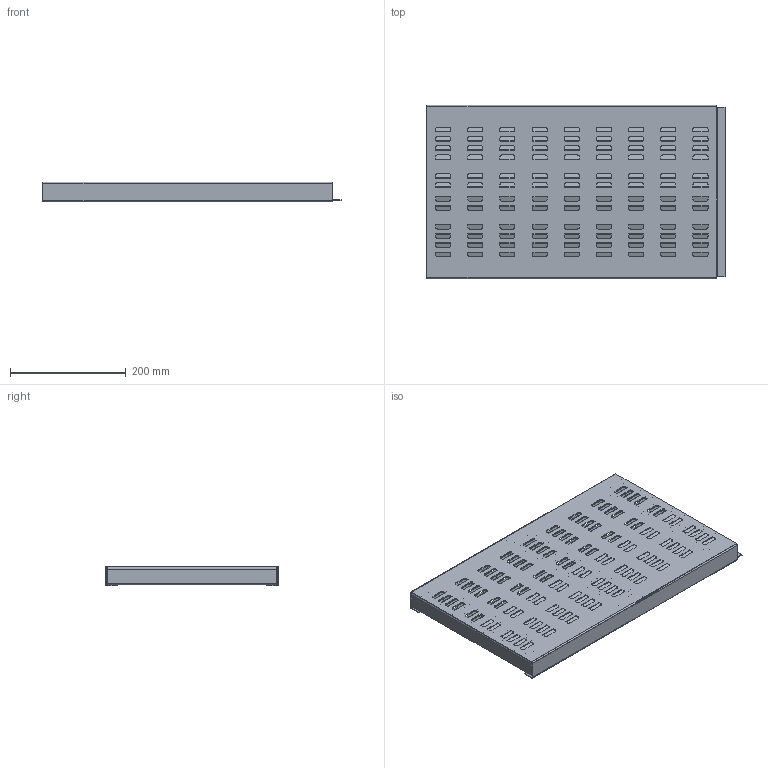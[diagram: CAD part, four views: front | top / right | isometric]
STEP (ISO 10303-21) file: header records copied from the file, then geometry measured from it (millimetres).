
FILE_DESCRIPTION((''),'2;1');
FILE_NAME('4009003016112-Schlitzlochabdeckung rahmenlos 0,5m NICHT befahrbar.stp','2014-02-18T15:48:36',('mfischer'),(''),'Autodesk Inventor 2013','Autodesk Inventor 2013','');
FILE_SCHEMA(('AUTOMOTIVE_DESIGN { 1 0 10303 214 1 1 1 1 }'));
Length unit declared in the file: millimetre
Products named in the file (3): Schlitzlochabdeckung rahmenlos 0,5m NICHT befahrbar; Gehäuse rahmenlos 1,25mm-B299-L500; Trägerprofil
Assembly tree (4 placements, depth 2):
  Schlitzlochabdeckung rahmenlos 0,5m NICHT befahrbar
    Gehäuse rahmenlos 1,25mm-B299-L500
    Trägerprofil  x3
Bounding box: 514.5 x 299 x 34.5 mm (x, y, z)
Volume: 442495.2 mm3; surface area: 614719.1 mm2
Topology: 4 solids, 4 shells, 3296 faces, 9472 edges, 5536 vertices
Faces by surface type: plane 2442, cylinder 638, bspline 216
Entity records: 102134 total; most frequent: CARTESIAN_POINT 20827, ORIENTED_EDGE 17792, DIRECTION 16202, EDGE_CURVE 8896, VECTOR 7308, LINE 7308, VERTEX_POINT 5184, AXIS2_PLACEMENT_3D 4447
